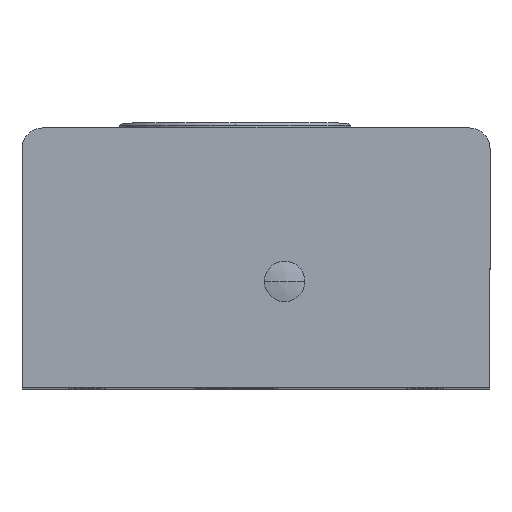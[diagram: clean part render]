
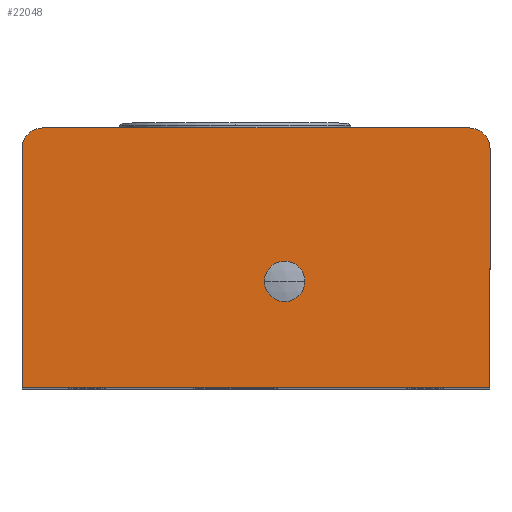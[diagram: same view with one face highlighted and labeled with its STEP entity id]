
A CAD part, top view. The second image highlights one B-rep face of the part: STEP entity #22048.
In plain terms, the highlighted planar face has unit normal (0, 0, 1).
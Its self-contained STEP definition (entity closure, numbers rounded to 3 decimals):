
#333 = EDGE_LOOP ( 'NONE', ( #9538, #1235, #17735, #20738, #11474, #18943 ) ) ;
#1229 = CARTESIAN_POINT ( 'NONE',  ( 41., 46., 125. ) ) ;
#1235 = ORIENTED_EDGE ( 'NONE', *, *, #4452, .T. ) ;
#1407 = VERTEX_POINT ( 'NONE', #15302 ) ;
#1547 = CARTESIAN_POINT ( 'NONE',  ( -45., 46., 125. ) ) ;
#1835 = DIRECTION ( 'NONE',  ( 1., 0., 0. ) ) ;
#2691 = CARTESIAN_POINT ( 'NONE',  ( 45., 0., 125. ) ) ;
#2722 = DIRECTION ( 'NONE',  ( 1., 0., 0. ) ) ;
#3182 = VERTEX_POINT ( 'NONE', #3551 ) ;
#3273 = DIRECTION ( 'NONE',  ( 0., 0., 1. ) ) ;
#3551 = CARTESIAN_POINT ( 'NONE',  ( -45., 46., 125. ) ) ;
#4452 = EDGE_CURVE ( 'NONE', #23356, #20422, #6564, .T. ) ;
#6564 = LINE ( 'NONE', #17569, #17047 ) ;
#7622 = VERTEX_POINT ( 'NONE', #22214 ) ;
#9538 = ORIENTED_EDGE ( 'NONE', *, *, #17282, .T. ) ;
#10614 = EDGE_CURVE ( 'NONE', #20422, #18624, #16765, .T. ) ;
#10651 = DIRECTION ( 'NONE',  ( 0., 0., 1. ) ) ;
#10925 = VECTOR ( 'NONE', #16471, 1000. ) ;
#11097 = FACE_OUTER_BOUND ( 'NONE', #333, .T. ) ;
#11474 = ORIENTED_EDGE ( 'NONE', *, *, #17427, .T. ) ;
#11662 = DIRECTION ( 'NONE',  ( 0., 0., 1. ) ) ;
#11720 = EDGE_CURVE ( 'NONE', #1407, #3182, #25516, .T. ) ;
#11755 = PLANE ( 'NONE',  #14351 ) ;
#11778 = CARTESIAN_POINT ( 'NONE',  ( 41., 50., 125. ) ) ;
#11797 = DIRECTION ( 'NONE',  ( 1., 0., 0. ) ) ;
#14250 = CARTESIAN_POINT ( 'NONE',  ( -45., 0., 125. ) ) ;
#14351 = AXIS2_PLACEMENT_3D ( 'NONE', #17601, #11662, #1835 ) ;
#14471 = LINE ( 'NONE', #11778, #24662 ) ;
#15302 = CARTESIAN_POINT ( 'NONE',  ( -41., 50., 125. ) ) ;
#16359 = CARTESIAN_POINT ( 'NONE',  ( 45., 46., 125. ) ) ;
#16471 = DIRECTION ( 'NONE',  ( 0., 1., 0. ) ) ;
#16765 = LINE ( 'NONE', #2691, #10925 ) ;
#17047 = VECTOR ( 'NONE', #11797, 1000. ) ;
#17150 = LINE ( 'NONE', #1547, #21786 ) ;
#17282 = EDGE_CURVE ( 'NONE', #3182, #23356, #17150, .T. ) ;
#17427 = EDGE_CURVE ( 'NONE', #7622, #1407, #14471, .T. ) ;
#17569 = CARTESIAN_POINT ( 'NONE',  ( -45., 0., 125. ) ) ;
#17601 = CARTESIAN_POINT ( 'NONE',  ( 41., 46., 125. ) ) ;
#17723 = AXIS2_PLACEMENT_3D ( 'NONE', #1229, #3273, #22400 ) ;
#17735 = ORIENTED_EDGE ( 'NONE', *, *, #10614, .T. ) ;
#18193 = EDGE_CURVE ( 'NONE', #18624, #7622, #25524, .T. ) ;
#18624 = VERTEX_POINT ( 'NONE', #16359 ) ;
#18943 = ORIENTED_EDGE ( 'NONE', *, *, #11720, .T. ) ;
#19063 = AXIS2_PLACEMENT_3D ( 'NONE', #22447, #10651, #2722 ) ;
#19615 = DIRECTION ( 'NONE',  ( -1., 0., 0. ) ) ;
#20422 = VERTEX_POINT ( 'NONE', #24164 ) ;
#20738 = ORIENTED_EDGE ( 'NONE', *, *, #18193, .T. ) ;
#20998 = DIRECTION ( 'NONE',  ( 0., -1., 0. ) ) ;
#21786 = VECTOR ( 'NONE', #20998, 1000. ) ;
#22048 = ADVANCED_FACE ( 'NONE', ( #11097 ), #11755, .T. ) ;
#22214 = CARTESIAN_POINT ( 'NONE',  ( 41., 50., 125. ) ) ;
#22400 = DIRECTION ( 'NONE',  ( 1., 0., 0. ) ) ;
#22447 = CARTESIAN_POINT ( 'NONE',  ( -41., 46., 125. ) ) ;
#23356 = VERTEX_POINT ( 'NONE', #14250 ) ;
#24164 = CARTESIAN_POINT ( 'NONE',  ( 45., 0., 125. ) ) ;
#24662 = VECTOR ( 'NONE', #19615, 1000. ) ;
#25516 = CIRCLE ( 'NONE', #19063, 4. ) ;
#25524 = CIRCLE ( 'NONE', #17723, 4. ) ;
